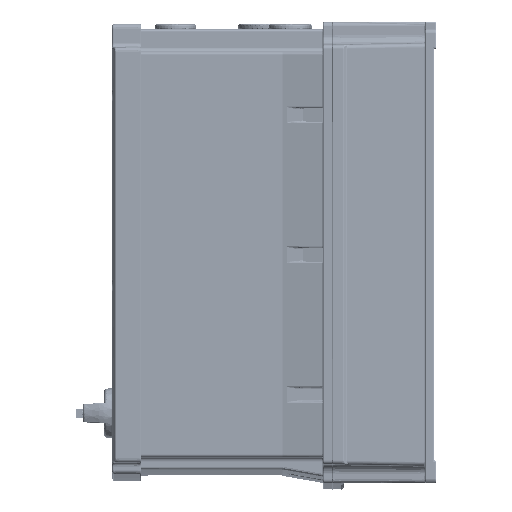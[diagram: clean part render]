
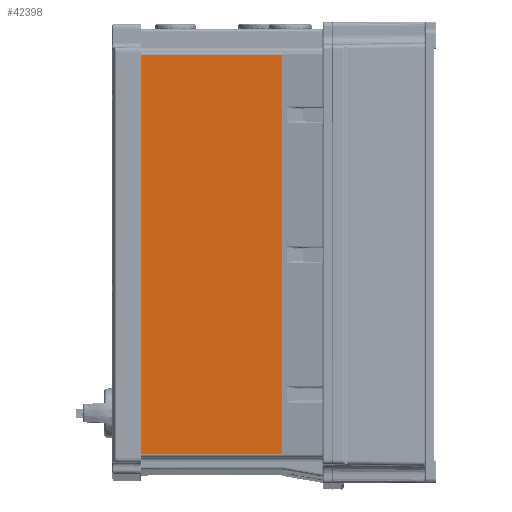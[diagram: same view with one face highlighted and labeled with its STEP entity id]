
A CAD part, left-side view. The second image highlights one B-rep face of the part: STEP entity #42398.
In plain terms, the highlighted planar face has unit normal (-1, 0, 0).
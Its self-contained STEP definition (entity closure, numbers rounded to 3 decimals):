
#1152 = VERTEX_POINT ( 'NONE', #33561 ) ;
#4290 = PLANE ( 'NONE',  #153715 ) ;
#9908 = LINE ( 'NONE', #171570, #154939 ) ;
#11056 = CARTESIAN_POINT ( 'NONE',  ( -115., 143.51, 140. ) ) ;
#11828 = VECTOR ( 'NONE', #131714, 1000. ) ;
#17217 = EDGE_CURVE ( 'NONE', #70864, #1152, #9908, .T. ) ;
#19995 = ORIENTED_EDGE ( 'NONE', *, *, #85906, .F. ) ;
#21404 = EDGE_CURVE ( 'NONE', #27638, #70864, #48754, .T. ) ;
#27638 = VERTEX_POINT ( 'NONE', #35149 ) ;
#33561 = CARTESIAN_POINT ( 'NONE',  ( -115., 43.031, 140. ) ) ;
#35149 = CARTESIAN_POINT ( 'NONE',  ( -115., 143.51, -67.2 ) ) ;
#35312 = VERTEX_POINT ( 'NONE', #111440 ) ;
#38629 = EDGE_CURVE ( 'NONE', #1152, #35312, #101924, .T. ) ;
#42398 = ADVANCED_FACE ( 'NONE', ( #88056 ), #4290, .F. ) ;
#48754 = LINE ( 'NONE', #175006, #121172 ) ;
#49144 = DIRECTION ( 'NONE',  ( 0., 0., 1. ) ) ;
#49216 = ORIENTED_EDGE ( 'NONE', *, *, #72459, .F. ) ;
#51466 = DIRECTION ( 'NONE',  ( 0., -1., 0. ) ) ;
#57487 = CARTESIAN_POINT ( 'NONE',  ( -115., 153.2, -140. ) ) ;
#57828 = LINE ( 'NONE', #120255, #165441 ) ;
#60872 = CARTESIAN_POINT ( 'NONE',  ( -115., 42.856, -198.481 ) ) ;
#63886 = DIRECTION ( 'NONE',  ( 0., 0., -1. ) ) ;
#66924 = CARTESIAN_POINT ( 'NONE',  ( -115., 153.2, -67.2 ) ) ;
#67509 = ORIENTED_EDGE ( 'NONE', *, *, #38629, .F. ) ;
#69827 = CARTESIAN_POINT ( 'NONE',  ( -115., 153.2, 619.094 ) ) ;
#70864 = VERTEX_POINT ( 'NONE', #11056 ) ;
#72459 = EDGE_CURVE ( 'NONE', #35312, #139188, #178801, .T. ) ;
#85906 = EDGE_CURVE ( 'NONE', #120496, #27638, #57828, .T. ) ;
#86255 = EDGE_CURVE ( 'NONE', #139188, #120496, #139045, .T. ) ;
#88056 = FACE_OUTER_BOUND ( 'NONE', #122051, .T. ) ;
#93240 = VECTOR ( 'NONE', #112882, 1000. ) ;
#95273 = ORIENTED_EDGE ( 'NONE', *, *, #86255, .F. ) ;
#96925 = DIRECTION ( 'NONE',  ( 0., 0., 1. ) ) ;
#101741 = VECTOR ( 'NONE', #96925, 1000. ) ;
#101924 = LINE ( 'NONE', #120027, #11828 ) ;
#108353 = ORIENTED_EDGE ( 'NONE', *, *, #21404, .F. ) ;
#111440 = CARTESIAN_POINT ( 'NONE',  ( -115., 43.031, -140. ) ) ;
#112882 = DIRECTION ( 'NONE',  ( 0., 1., 0. ) ) ;
#120027 = CARTESIAN_POINT ( 'NONE',  ( -115., 43.031, -198.481 ) ) ;
#120255 = CARTESIAN_POINT ( 'NONE',  ( -115., 42.856, -67.2 ) ) ;
#120496 = VERTEX_POINT ( 'NONE', #66924 ) ;
#121172 = VECTOR ( 'NONE', #49144, 1000. ) ;
#122051 = EDGE_LOOP ( 'NONE', ( #19995, #95273, #49216, #67509, #147937, #108353 ) ) ;
#131714 = DIRECTION ( 'NONE',  ( 0., 0., -1. ) ) ;
#139045 = LINE ( 'NONE', #69827, #101741 ) ;
#139188 = VERTEX_POINT ( 'NONE', #57487 ) ;
#147937 = ORIENTED_EDGE ( 'NONE', *, *, #17217, .F. ) ;
#147969 = DIRECTION ( 'NONE',  ( 1., 0., 0. ) ) ;
#148102 = DIRECTION ( 'NONE',  ( 0., -1., 0. ) ) ;
#152804 = CARTESIAN_POINT ( 'NONE',  ( -115., 42.856, -140. ) ) ;
#153715 = AXIS2_PLACEMENT_3D ( 'NONE', #60872, #147969, #63886 ) ;
#154939 = VECTOR ( 'NONE', #148102, 1000. ) ;
#165441 = VECTOR ( 'NONE', #51466, 1000. ) ;
#171570 = CARTESIAN_POINT ( 'NONE',  ( -115., 360.912, 140. ) ) ;
#175006 = CARTESIAN_POINT ( 'NONE',  ( -115., 143.51, -198.481 ) ) ;
#178801 = LINE ( 'NONE', #152804, #93240 ) ;
